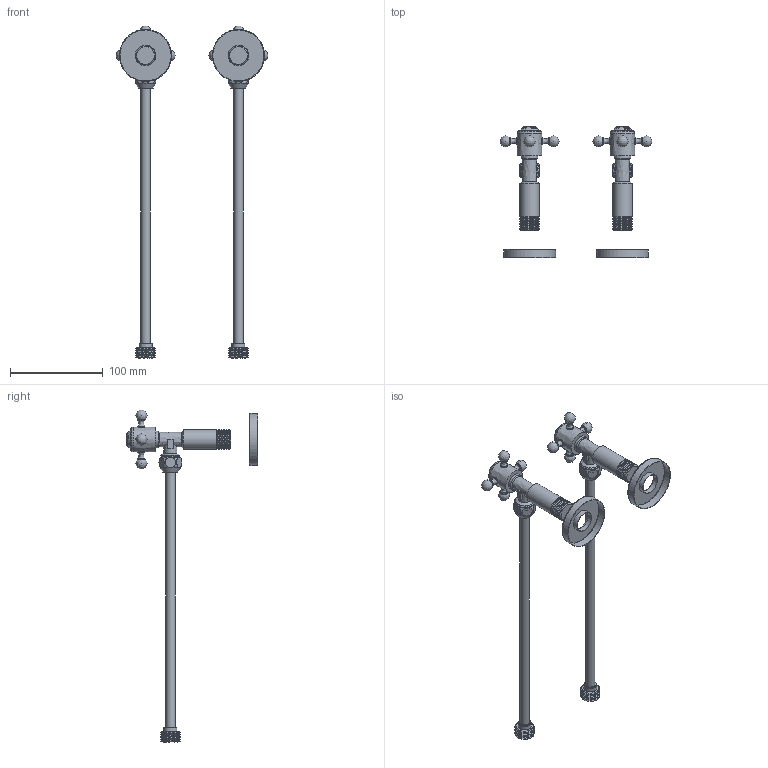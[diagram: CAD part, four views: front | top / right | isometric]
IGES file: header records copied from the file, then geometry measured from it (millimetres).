
Global section: file name: W28; native system: AutoCAD 2016 - English; preprocessor: Autodesk Translation Framework DWG producer (atf_dwg_producer); organization: unknown; date: 20161003.095552; units: millimetre
Bounding box: 163.48 x 141.57 x 357.34 mm (x, y, z)
Volume: 118434.4 mm3; surface area: 92098.7 mm2
Topology: 22 solids, 22 shells, 873 faces, 2414 edges, 1658 vertices
Faces by surface type: bspline 873
